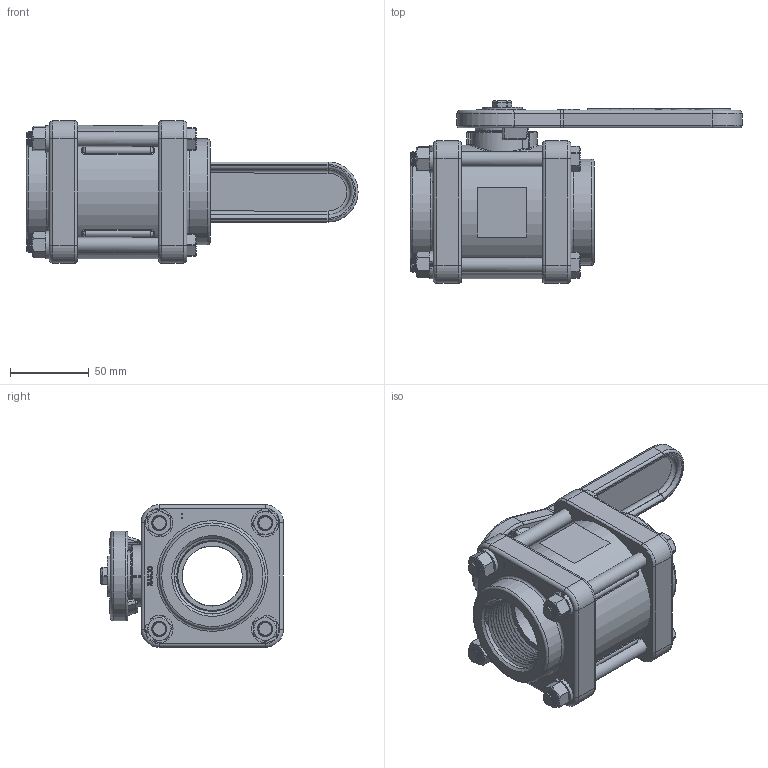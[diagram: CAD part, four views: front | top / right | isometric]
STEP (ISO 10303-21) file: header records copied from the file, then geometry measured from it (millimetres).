
FILE_DESCRIPTION(/* description */ ('1-1/2" FPT x 1-1/2" PORT VALVE'),/* implementation_level */ '2;1');
FILE_NAME(/* name */ 'V150.stp',/* time_stamp */ '2023-04-19T12:07:53-04:00',/* author */ ('MEG'),/* organization */ (''),/* preprocessor_version */ 'ST-DEVELOPER v18.1',/* originating_system */ 'Autodesk Inventor 2022',/* authorisation */ '');
FILE_SCHEMA (('AUTOMOTIVE_DESIGN { 1 0 10303 214 3 1 1 }'));
Length unit declared in the file: inch
Products named in the file (21): V150; V20254; V20257; VX20257; V20255A; V20255AM; V20255AX; V20258A; V20264; V20017; V20018; V20019; V20020; V20021; V20151M; V20151; V20153; V20159; V20163; VL1001; V20060
Assembly tree (32 placements, depth 4):
  V150
    V20254
    V20257  x2
      VX20257
    V20255A
      V20255AM
        V20255AX
    V20258A  x2
    V20264  x2
    V20017  x4
    V20018  x4
    V20019  x4
    V20020
    V20021
    V20151M
      V20151
    V20153
    V20159
    V20163
    VL1001
    V20060
Bounding box: 210.82 x 116.1 x 90.42 mm (x, y, z)
Volume: 581293.1 mm3; surface area: 185649 mm2
Topology: 29 solids, 29 shells, 1964 faces, 4840 edges, 3042 vertices
Faces by surface type: plane 780, cylinder 492, cone 362, bspline 215, torus 103, sphere 12
Full cylindrical faces by diameter (mm): 2.261 x1, 3.277 x1, 4.978 x1, 7.144 x1, 8.236 x60, 8.915 x4, 9.525 x64, 10.668 x8, 19.05 x1, 19.075 x1, 19.304 x1, 23.495 x2, 23.812 x1, 24.13 x1, 25.4 x1, 31.75 x1, 31.877 x1, 32.512 x1, 38.1 x5, 39.776 x2, 41.046 x2, 44.856 x2, 50.8 x2, 50.902 x2, 57.912 x2, 67.31 x2, 79.502 x2, 81.026 x2, 84.836 x1
Entity records: 45728 total; most frequent: CARTESIAN_POINT 14650, ORIENTED_EDGE 6454, DIRECTION 5915, EDGE_CURVE 3227, VERTEX_POINT 2033, AXIS2_PLACEMENT_3D 2006, LINE 1903, VECTOR 1903
